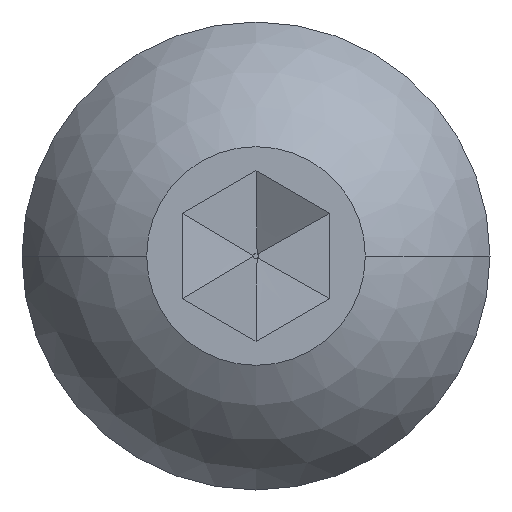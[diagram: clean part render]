
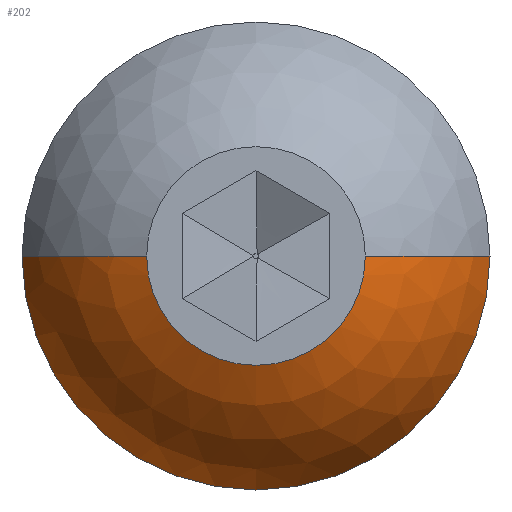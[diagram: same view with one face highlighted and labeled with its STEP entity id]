
A CAD part, left-side view. The second image highlights one B-rep face of the part: STEP entity #202.
In plain terms, the highlighted spherical face has radius 5.091 mm.
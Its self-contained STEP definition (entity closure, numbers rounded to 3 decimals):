
#6 = SPHERICAL_SURFACE ( 'NONE', #285, 5.091 ) ;
#13 = DIRECTION ( 'NONE',  ( 0., 0., 1. ) ) ;
#22 = CIRCLE ( 'NONE', #707, 2.22 ) ;
#40 = CARTESIAN_POINT ( 'NONE',  ( 4.581, 0., 0. ) ) ;
#63 = DIRECTION ( 'NONE',  ( 0., 0., 1. ) ) ;
#161 = ORIENTED_EDGE ( 'NONE', *, *, #441, .T. ) ;
#197 = FACE_OUTER_BOUND ( 'NONE', #466, .T. ) ;
#199 = DIRECTION ( 'NONE',  ( -1., 0., 0. ) ) ;
#202 = ADVANCED_FACE ( 'NONE', ( #197 ), #6, .T. ) ;
#210 = VERTEX_POINT ( 'NONE', #949 ) ;
#212 = CARTESIAN_POINT ( 'NONE',  ( 4.581, 0., 0. ) ) ;
#216 = DIRECTION ( 'NONE',  ( 0., 0., 1. ) ) ;
#232 = VERTEX_POINT ( 'NONE', #883 ) ;
#282 = ORIENTED_EDGE ( 'NONE', *, *, #421, .F. ) ;
#285 = AXIS2_PLACEMENT_3D ( 'NONE', #40, #199, #361 ) ;
#291 = DIRECTION ( 'NONE',  ( 0., 1., 0. ) ) ;
#299 = CARTESIAN_POINT ( 'NONE',  ( 2.75, -4.75, 0. ) ) ;
#361 = DIRECTION ( 'NONE',  ( 0., -1., 0. ) ) ;
#377 = ORIENTED_EDGE ( 'NONE', *, *, #776, .T. ) ;
#421 = EDGE_CURVE ( 'NONE', #232, #829, #512, .T. ) ;
#441 = EDGE_CURVE ( 'NONE', #505, #210, #709, .T. ) ;
#466 = EDGE_LOOP ( 'NONE', ( #377, #161, #528, #282 ) ) ;
#472 = EDGE_CURVE ( 'NONE', #829, #210, #22, .T. ) ;
#474 = DIRECTION ( 'NONE',  ( -1., 0., 0. ) ) ;
#505 = VERTEX_POINT ( 'NONE', #299 ) ;
#512 = CIRCLE ( 'NONE', #717, 5.091 ) ;
#528 = ORIENTED_EDGE ( 'NONE', *, *, #472, .F. ) ;
#531 = DIRECTION ( 'NONE',  ( -1., 0., 0. ) ) ;
#616 = AXIS2_PLACEMENT_3D ( 'NONE', #920, #474, #13 ) ;
#699 = CARTESIAN_POINT ( 'NONE',  ( 4.581, 0., 0. ) ) ;
#707 = AXIS2_PLACEMENT_3D ( 'NONE', #965, #531, #63 ) ;
#709 = CIRCLE ( 'NONE', #712, 5.091 ) ;
#712 = AXIS2_PLACEMENT_3D ( 'NONE', #212, #777, #291 ) ;
#717 = AXIS2_PLACEMENT_3D ( 'NONE', #699, #216, #780 ) ;
#731 = CARTESIAN_POINT ( 'NONE',  ( 0., 2.22, 0. ) ) ;
#776 = EDGE_CURVE ( 'NONE', #232, #505, #849, .T. ) ;
#777 = DIRECTION ( 'NONE',  ( 0., 0., -1. ) ) ;
#780 = DIRECTION ( 'NONE',  ( 1., 0., 0. ) ) ;
#829 = VERTEX_POINT ( 'NONE', #731 ) ;
#849 = CIRCLE ( 'NONE', #616, 4.75 ) ;
#883 = CARTESIAN_POINT ( 'NONE',  ( 2.75, 4.75, 0. ) ) ;
#920 = CARTESIAN_POINT ( 'NONE',  ( 2.75, 0., 0. ) ) ;
#949 = CARTESIAN_POINT ( 'NONE',  ( 0., -2.22, 0. ) ) ;
#965 = CARTESIAN_POINT ( 'NONE',  ( 0., 0., 0. ) ) ;
